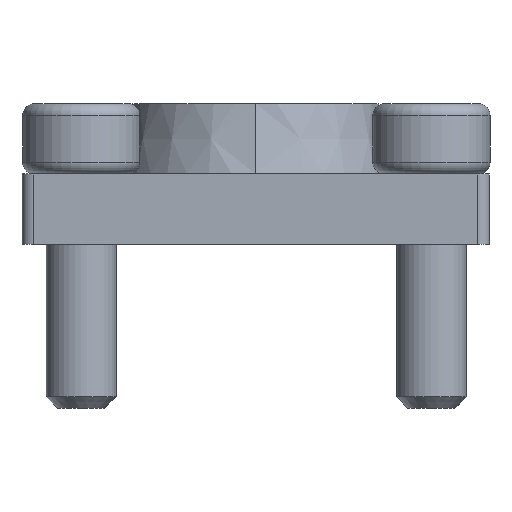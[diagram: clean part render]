
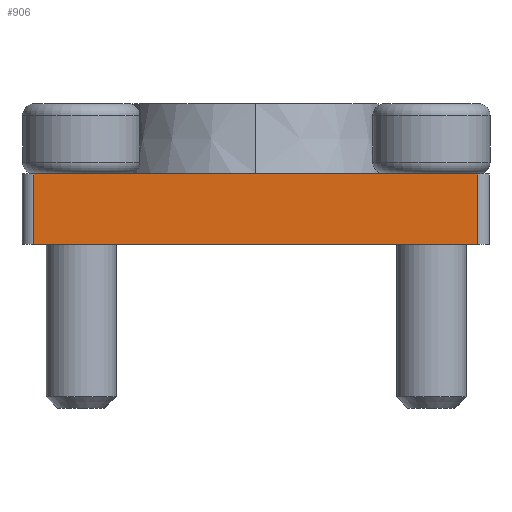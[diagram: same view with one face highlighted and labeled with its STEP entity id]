
A CAD part, left-side view. The second image highlights one B-rep face of the part: STEP entity #906.
In plain terms, the highlighted planar face has unit normal (-1, 0, 0).
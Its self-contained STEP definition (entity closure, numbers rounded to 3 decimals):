
#32 = VECTOR ( 'NONE', #1107, 1000. ) ;
#37 = CARTESIAN_POINT ( 'NONE',  ( 0., 1., 6. ) ) ;
#91 = VECTOR ( 'NONE', #180, 1000. ) ;
#104 = ORIENTED_EDGE ( 'NONE', *, *, #354, .F. ) ;
#174 = CARTESIAN_POINT ( 'NONE',  ( 0., 0., 0. ) ) ;
#180 = DIRECTION ( 'NONE',  ( 0., -1., 0. ) ) ;
#200 = DIRECTION ( 'NONE',  ( 0., -1., 0. ) ) ;
#214 = ORIENTED_EDGE ( 'NONE', *, *, #1603, .T. ) ;
#253 = DIRECTION ( 'NONE',  ( 0., 0., -1. ) ) ;
#354 = EDGE_CURVE ( 'NONE', #796, #1573, #1514, .T. ) ;
#433 = PLANE ( 'NONE',  #651 ) ;
#515 = CARTESIAN_POINT ( 'NONE',  ( 0., 38.9, 6. ) ) ;
#557 = VERTEX_POINT ( 'NONE', #2090 ) ;
#606 = LINE ( 'NONE', #715, #1338 ) ;
#614 = CARTESIAN_POINT ( 'NONE',  ( 0., 38.9, 0. ) ) ;
#651 = AXIS2_PLACEMENT_3D ( 'NONE', #1254, #1269, #253 ) ;
#679 = VECTOR ( 'NONE', #200, 1000. ) ;
#715 = CARTESIAN_POINT ( 'NONE',  ( 0., 1., 6. ) ) ;
#796 = VERTEX_POINT ( 'NONE', #515 ) ;
#859 = CARTESIAN_POINT ( 'NONE',  ( 0., 0., 6. ) ) ;
#906 = ADVANCED_FACE ( 'NONE', ( #2035 ), #433, .F. ) ;
#1039 = EDGE_CURVE ( 'NONE', #1920, #557, #1799, .T. ) ;
#1107 = DIRECTION ( 'NONE',  ( 0., 0., -1. ) ) ;
#1175 = EDGE_LOOP ( 'NONE', ( #1221, #214, #104, #1386 ) ) ;
#1221 = ORIENTED_EDGE ( 'NONE', *, *, #1039, .T. ) ;
#1254 = CARTESIAN_POINT ( 'NONE',  ( 0., 0., 6. ) ) ;
#1269 = DIRECTION ( 'NONE',  ( 1., 0., 0. ) ) ;
#1338 = VECTOR ( 'NONE', #1687, 1000. ) ;
#1386 = ORIENTED_EDGE ( 'NONE', *, *, #1930, .T. ) ;
#1514 = LINE ( 'NONE', #859, #679 ) ;
#1573 = VERTEX_POINT ( 'NONE', #37 ) ;
#1603 = EDGE_CURVE ( 'NONE', #557, #1573, #606, .T. ) ;
#1687 = DIRECTION ( 'NONE',  ( 0., 0., 1. ) ) ;
#1799 = LINE ( 'NONE', #174, #91 ) ;
#1920 = VERTEX_POINT ( 'NONE', #614 ) ;
#1930 = EDGE_CURVE ( 'NONE', #796, #1920, #2092, .T. ) ;
#2035 = FACE_OUTER_BOUND ( 'NONE', #1175, .T. ) ;
#2090 = CARTESIAN_POINT ( 'NONE',  ( 0., 1., 0. ) ) ;
#2092 = LINE ( 'NONE', #2094, #32 ) ;
#2094 = CARTESIAN_POINT ( 'NONE',  ( 0., 38.9, 6. ) ) ;
